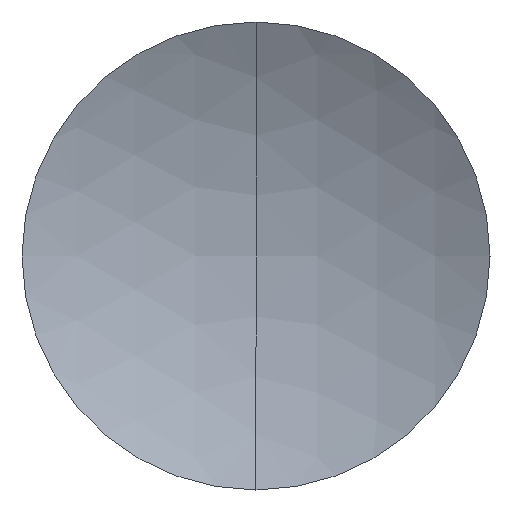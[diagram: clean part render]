
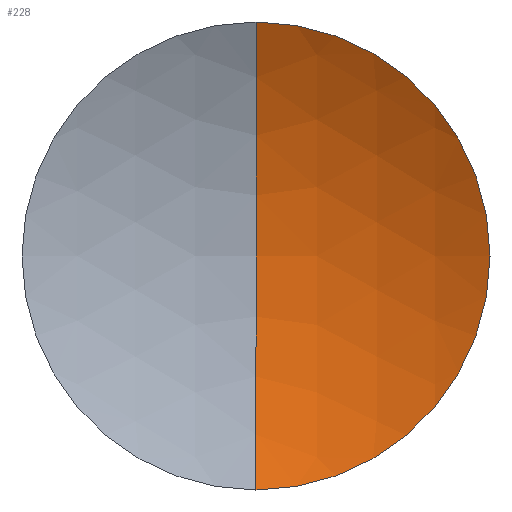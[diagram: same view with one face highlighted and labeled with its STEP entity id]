
A CAD part, left-side view. The second image highlights one B-rep face of the part: STEP entity #228.
In plain terms, the highlighted spherical face has radius 27.1 mm.
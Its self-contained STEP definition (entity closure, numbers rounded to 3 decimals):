
#1 = EDGE_CURVE ( 'NONE', #156, #158, #60, .T. ) ;
#12 = AXIS2_PLACEMENT_3D ( 'NONE', #249, #59, #230 ) ;
#20 = DIRECTION ( 'NONE',  ( 0., -1., 0. ) ) ;
#21 = FACE_OUTER_BOUND ( 'NONE', #191, .T. ) ;
#29 = EDGE_CURVE ( 'NONE', #158, #320, #47, .T. ) ;
#38 = DIRECTION ( 'NONE',  ( 0., 1., 0. ) ) ;
#47 = CIRCLE ( 'NONE', #12, 12.7 ) ;
#53 = AXIS2_PLACEMENT_3D ( 'NONE', #75, #38, #99 ) ;
#59 = DIRECTION ( 'NONE',  ( -1., 0., 0. ) ) ;
#60 = CIRCLE ( 'NONE', #312, 27.1 ) ;
#69 = DIRECTION ( 'NONE',  ( 0., 0., 1. ) ) ;
#75 = CARTESIAN_POINT ( 'NONE',  ( 233.183, 0., 0. ) ) ;
#89 = ORIENTED_EDGE ( 'NONE', *, *, #1, .T. ) ;
#92 = CARTESIAN_POINT ( 'NONE',  ( 260.283, 0., 0. ) ) ;
#93 = DIRECTION ( 'NONE',  ( 0., 1., 0. ) ) ;
#99 = DIRECTION ( 'NONE',  ( 0., 0., 1. ) ) ;
#156 = VERTEX_POINT ( 'NONE', #92 ) ;
#158 = VERTEX_POINT ( 'NONE', #183 ) ;
#167 = AXIS2_PLACEMENT_3D ( 'NONE', #219, #20, #188 ) ;
#183 = CARTESIAN_POINT ( 'NONE',  ( 257.123, 0., -12.7 ) ) ;
#188 = DIRECTION ( 'NONE',  ( 0., 0., -1. ) ) ;
#191 = EDGE_LOOP ( 'NONE', ( #240, #89, #200 ) ) ;
#200 = ORIENTED_EDGE ( 'NONE', *, *, #29, .T. ) ;
#210 = SPHERICAL_SURFACE ( 'NONE', #53, 27.1 ) ;
#219 = CARTESIAN_POINT ( 'NONE',  ( 233.183, 0., 0. ) ) ;
#222 = CARTESIAN_POINT ( 'NONE',  ( 257.123, 0., 12.7 ) ) ;
#228 = ADVANCED_FACE ( 'NONE', ( #21 ), #210, .F. ) ;
#230 = DIRECTION ( 'NONE',  ( 0., 0., 1. ) ) ;
#240 = ORIENTED_EDGE ( 'NONE', *, *, #335, .F. ) ;
#249 = CARTESIAN_POINT ( 'NONE',  ( 257.123, 0., 0. ) ) ;
#287 = CARTESIAN_POINT ( 'NONE',  ( 233.183, 0., 0. ) ) ;
#312 = AXIS2_PLACEMENT_3D ( 'NONE', #287, #93, #69 ) ;
#320 = VERTEX_POINT ( 'NONE', #222 ) ;
#322 = CIRCLE ( 'NONE', #167, 27.1 ) ;
#335 = EDGE_CURVE ( 'NONE', #156, #320, #322, .T. ) ;
